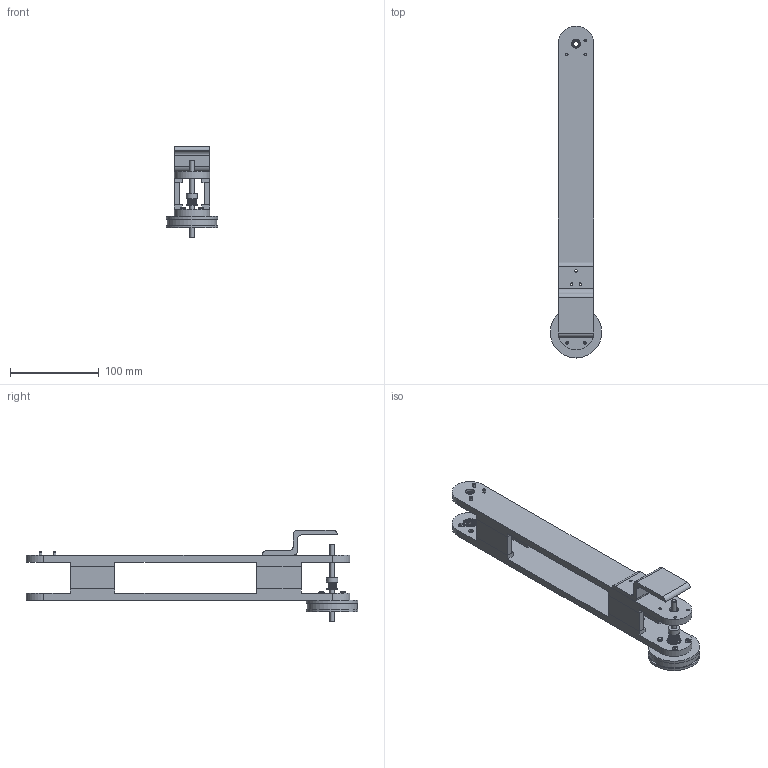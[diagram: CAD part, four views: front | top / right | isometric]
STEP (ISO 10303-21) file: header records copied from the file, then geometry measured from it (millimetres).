
FILE_DESCRIPTION(('STEP AP242'), '1');
FILE_NAME('2_çâåíî', '', ('UNSPECIFIED'), ('UNSPECIFIED'), 'C3D Converter', 'C3D Toolkit', '');
FILE_SCHEMA(('AP242_MANAGED_MODEL_BASED_3D_ENGINEERING_MIM_LF { 1 0 10303 442 1 1 4 }'));
Length unit declared in the file: millimetre
Assembly tree (35 placements, depth 4):
  (unnamed)
    (unnamed)
      (unnamed)
      (unnamed)  x2
      (unnamed)  x5
        (unnamed)
        (unnamed)
        (unnamed)
        (unnamed)
        (unnamed)
      (unnamed)
      (unnamed)  x2
      (unnamed)
      (unnamed)
      (unnamed)  x3
      (unnamed)  x4
      (unnamed)  x4
Bounding box: 58 x 374 x 103 mm (x, y, z)
Volume: 328397.6 mm3; surface area: 125903.7 mm2
Topology: 61 solids, 61 shells, 558 faces, 1307 edges, 834 vertices
Faces by surface type: plane 283, cylinder 143, cone 65, torus 37, sphere 30
Full cylindrical faces by diameter (mm): 2.459 x6, 3 x34, 5 x8, 6 x11, 7.97 x10, 10 x5, 13 x2, 13.03 x10, 16 x10, 56 x1, 58 x2
Entity records: 9678 total; most frequent: CARTESIAN_POINT 2203, DIRECTION 1304, ORIENTED_EDGE 1116, EDGE_CURVE 558, AXIS2_PLACEMENT_3D 495, VERTEX_POINT 404, EDGE_LOOP 382, LINE 314
